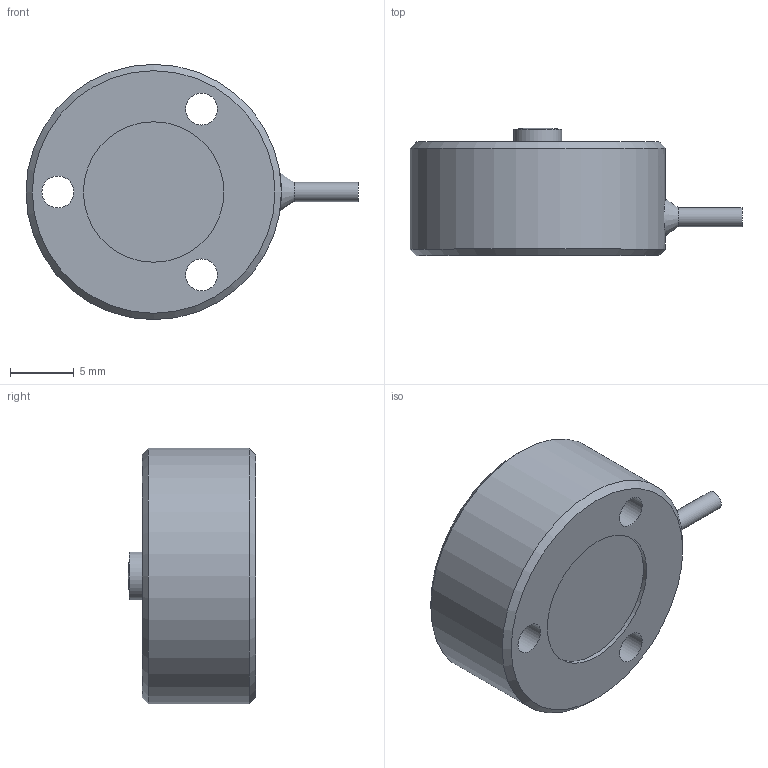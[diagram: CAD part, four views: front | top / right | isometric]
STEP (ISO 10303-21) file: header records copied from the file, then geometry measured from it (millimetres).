
FILE_DESCRIPTION(/* description */ (''),/* implementation_level */ '2;1');
FILE_NAME(/* name */ '247ASLH-(250-500)kg v1.step',/* time_stamp */ '2020-01-21T14:34:45-08:00',/* author */ (''),/* organization */ (''),/* preprocessor_version */ 'ST-DEVELOPER v18',/* originating_system */ 'Autodesk Translation Framework v8.12.0.6',/* authorisation */ '');
FILE_SCHEMA (('AUTOMOTIVE_DESIGN { 1 0 10303 214 3 1 1 }'));
Length unit declared in the file: millimetre
Products named in the file (1): 247ASLH-(250-500)kg
Bounding box: 26 x 9.97 x 20 mm (x, y, z)
Volume: 2547.9 mm3; surface area: 1443 mm2
Topology: 1 solids, 1 shells, 23 faces, 64 edges, 50 vertices
Faces by surface type: cylinder 11, plane 8, cone 3, sphere 1
Full cylindrical faces by diameter (mm): 1.5 x1, 2.5 x3, 3 x3, 3.75 x1, 10 x1, 11 x1, 20 x1
Entity records: 878 total; most frequent: CARTESIAN_POINT 173, DIRECTION 158, ORIENTED_EDGE 128, AXIS2_PLACEMENT_3D 72, EDGE_CURVE 64, VERTEX_POINT 50, CIRCLE 48, EDGE_LOOP 36
